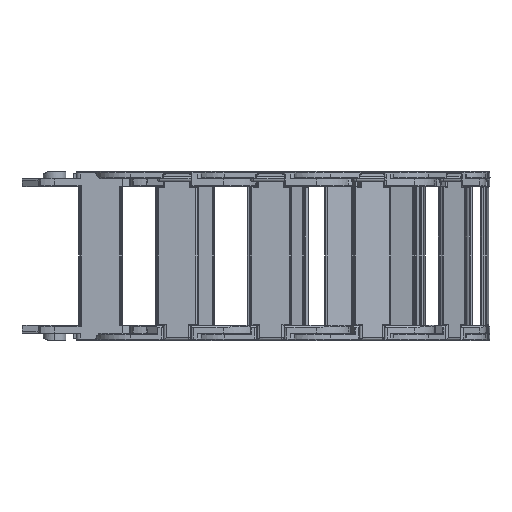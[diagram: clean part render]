
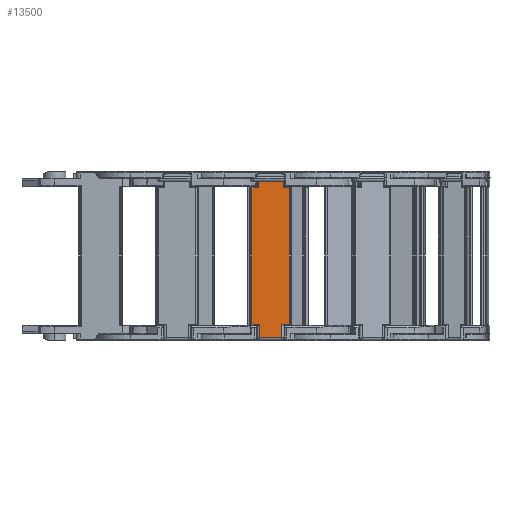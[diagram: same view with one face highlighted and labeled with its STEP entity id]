
A CAD part, front view. The second image highlights one B-rep face of the part: STEP entity #13500.
In plain terms, the highlighted face is planar.
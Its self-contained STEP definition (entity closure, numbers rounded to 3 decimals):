
#193 = VERTEX_POINT ( 'NONE', #1375 ) ;
#280 = EDGE_CURVE ( 'NONE', #12596, #3037, #2441, .T. ) ;
#303 = ORIENTED_EDGE ( 'NONE', *, *, #3306, .F. ) ;
#439 = CARTESIAN_POINT ( 'NONE',  ( 450.612, 93.451, 633.496 ) ) ;
#592 = ORIENTED_EDGE ( 'NONE', *, *, #11914, .F. ) ;
#707 = LINE ( 'NONE', #3097, #1365 ) ;
#761 = LINE ( 'NONE', #13794, #12307 ) ;
#1024 = LINE ( 'NONE', #14385, #15969 ) ;
#1055 = ORIENTED_EDGE ( 'NONE', *, *, #5435, .F. ) ;
#1365 = VECTOR ( 'NONE', #9056, 1000. ) ;
#1375 = CARTESIAN_POINT ( 'NONE',  ( 440.417, 93.451, 565.901 ) ) ;
#1435 = DIRECTION ( 'NONE',  ( 1., 0., 0. ) ) ;
#1455 = CARTESIAN_POINT ( 'NONE',  ( 440.922, 93.451, 627.596 ) ) ;
#1965 = ORIENTED_EDGE ( 'NONE', *, *, #6754, .F. ) ;
#2059 = LINE ( 'NONE', #4370, #16135 ) ;
#2383 = DIRECTION ( 'NONE',  ( 0., 0., 1. ) ) ;
#2441 = LINE ( 'NONE', #8620, #13120 ) ;
#2445 = CARTESIAN_POINT ( 'NONE',  ( 451.117, 93.451, 568.601 ) ) ;
#2453 = DIRECTION ( 'NONE',  ( 0., 0., -1. ) ) ;
#2604 = DIRECTION ( 'NONE',  ( 0., 0., -1. ) ) ;
#2691 = DIRECTION ( 'NONE',  ( 0., 0., 1. ) ) ;
#3037 = VERTEX_POINT ( 'NONE', #439 ) ;
#3097 = CARTESIAN_POINT ( 'NONE',  ( 425.879, 93.451, 568.601 ) ) ;
#3137 = VERTEX_POINT ( 'NONE', #8051 ) ;
#3306 = EDGE_CURVE ( 'NONE', #3037, #12819, #1024, .T. ) ;
#3727 = EDGE_CURVE ( 'NONE', #193, #7077, #7816, .T. ) ;
#3779 = CARTESIAN_POINT ( 'NONE',  ( 440.922, 93.451, 633.496 ) ) ;
#4272 = CARTESIAN_POINT ( 'NONE',  ( 437.679, 93.451, 591.869 ) ) ;
#4297 = DIRECTION ( 'NONE',  ( -1., 0., 0. ) ) ;
#4370 = CARTESIAN_POINT ( 'NONE',  ( 425.879, 93.451, 627.596 ) ) ;
#4375 = DIRECTION ( 'NONE',  ( 1., 0., 0. ) ) ;
#4703 = CARTESIAN_POINT ( 'NONE',  ( 425.879, 93.451, 627.596 ) ) ;
#4734 = ORIENTED_EDGE ( 'NONE', *, *, #5216, .F. ) ;
#5216 = EDGE_CURVE ( 'NONE', #12819, #3137, #2059, .T. ) ;
#5226 = CARTESIAN_POINT ( 'NONE',  ( 450.612, 93.451, 627.596 ) ) ;
#5279 = ORIENTED_EDGE ( 'NONE', *, *, #9447, .F. ) ;
#5435 = EDGE_CURVE ( 'NONE', #10357, #14370, #707, .T. ) ;
#5449 = LINE ( 'NONE', #9716, #17497 ) ;
#5458 = VERTEX_POINT ( 'NONE', #10343 ) ;
#5540 = CARTESIAN_POINT ( 'NONE',  ( 451.117, 93.451, 565.901 ) ) ;
#5671 = ORIENTED_EDGE ( 'NONE', *, *, #13524, .F. ) ;
#5673 = DIRECTION ( 'NONE',  ( 0., 0., -1. ) ) ;
#5885 = EDGE_CURVE ( 'NONE', #3137, #10357, #5449, .T. ) ;
#6101 = CARTESIAN_POINT ( 'NONE',  ( 425.879, 93.451, 591.869 ) ) ;
#6754 = EDGE_CURVE ( 'NONE', #17816, #5458, #18138, .T. ) ;
#6829 = CARTESIAN_POINT ( 'NONE',  ( 425.879, 93.451, 565.901 ) ) ;
#6834 = EDGE_LOOP ( 'NONE', ( #1965, #11906, #13454, #5671, #5279, #1055, #12483, #4734, #303, #14752, #592, #13286 ) ) ;
#7077 = VERTEX_POINT ( 'NONE', #16281 ) ;
#7481 = VECTOR ( 'NONE', #14437, 1000. ) ;
#7609 = EDGE_CURVE ( 'NONE', #5458, #16950, #9748, .T. ) ;
#7623 = DIRECTION ( 'NONE',  ( 1., 0., 0. ) ) ;
#7816 = LINE ( 'NONE', #11009, #11416 ) ;
#8051 = CARTESIAN_POINT ( 'NONE',  ( 453.855, 93.451, 627.596 ) ) ;
#8087 = CARTESIAN_POINT ( 'NONE',  ( 453.855, 93.451, 568.601 ) ) ;
#8620 = CARTESIAN_POINT ( 'NONE',  ( 425.879, 93.451, 633.496 ) ) ;
#9056 = DIRECTION ( 'NONE',  ( -1., 0., 0. ) ) ;
#9293 = VECTOR ( 'NONE', #9410, 1000. ) ;
#9410 = DIRECTION ( 'NONE',  ( -1., 0., 0. ) ) ;
#9447 = EDGE_CURVE ( 'NONE', #14370, #13715, #761, .T. ) ;
#9474 = FACE_OUTER_BOUND ( 'NONE', #6834, .T. ) ;
#9716 = CARTESIAN_POINT ( 'NONE',  ( 453.855, 93.451, 591.869 ) ) ;
#9748 = LINE ( 'NONE', #4703, #9966 ) ;
#9966 = VECTOR ( 'NONE', #7623, 1000. ) ;
#10343 = CARTESIAN_POINT ( 'NONE',  ( 437.679, 93.451, 627.596 ) ) ;
#10357 = VERTEX_POINT ( 'NONE', #8087 ) ;
#11009 = CARTESIAN_POINT ( 'NONE',  ( 440.417, 93.451, 591.851 ) ) ;
#11416 = VECTOR ( 'NONE', #13919, 1000. ) ;
#11484 = LINE ( 'NONE', #6829, #13783 ) ;
#11619 = EDGE_CURVE ( 'NONE', #7077, #17816, #16559, .T. ) ;
#11906 = ORIENTED_EDGE ( 'NONE', *, *, #11619, .F. ) ;
#11914 = EDGE_CURVE ( 'NONE', #16950, #12596, #14969, .T. ) ;
#12307 = VECTOR ( 'NONE', #2604, 1000. ) ;
#12483 = ORIENTED_EDGE ( 'NONE', *, *, #5885, .F. ) ;
#12596 = VERTEX_POINT ( 'NONE', #3779 ) ;
#12819 = VERTEX_POINT ( 'NONE', #5226 ) ;
#13120 = VECTOR ( 'NONE', #4375, 1000. ) ;
#13210 = AXIS2_PLACEMENT_3D ( 'NONE', #6101, #17443, #2383 ) ;
#13286 = ORIENTED_EDGE ( 'NONE', *, *, #7609, .F. ) ;
#13454 = ORIENTED_EDGE ( 'NONE', *, *, #3727, .F. ) ;
#13500 = ADVANCED_FACE ( 'NONE', ( #9474 ), #16888, .F. ) ;
#13524 = EDGE_CURVE ( 'NONE', #13715, #193, #11484, .T. ) ;
#13715 = VERTEX_POINT ( 'NONE', #5540 ) ;
#13783 = VECTOR ( 'NONE', #4297, 1000. ) ;
#13794 = CARTESIAN_POINT ( 'NONE',  ( 451.117, 93.451, 591.851 ) ) ;
#13919 = DIRECTION ( 'NONE',  ( 0., 0., 1. ) ) ;
#14190 = CARTESIAN_POINT ( 'NONE',  ( 437.679, 93.451, 568.601 ) ) ;
#14370 = VERTEX_POINT ( 'NONE', #2445 ) ;
#14385 = CARTESIAN_POINT ( 'NONE',  ( 450.612, 93.451, 604.346 ) ) ;
#14437 = DIRECTION ( 'NONE',  ( 0., 0., 1. ) ) ;
#14752 = ORIENTED_EDGE ( 'NONE', *, *, #280, .F. ) ;
#14969 = LINE ( 'NONE', #18638, #18358 ) ;
#15126 = CARTESIAN_POINT ( 'NONE',  ( 425.879, 93.451, 568.601 ) ) ;
#15969 = VECTOR ( 'NONE', #5673, 1000. ) ;
#16135 = VECTOR ( 'NONE', #1435, 1000. ) ;
#16281 = CARTESIAN_POINT ( 'NONE',  ( 440.417, 93.451, 568.601 ) ) ;
#16559 = LINE ( 'NONE', #15126, #9293 ) ;
#16888 = PLANE ( 'NONE',  #13210 ) ;
#16950 = VERTEX_POINT ( 'NONE', #1455 ) ;
#17443 = DIRECTION ( 'NONE',  ( 0., 1., 0. ) ) ;
#17497 = VECTOR ( 'NONE', #2453, 1000. ) ;
#17816 = VERTEX_POINT ( 'NONE', #14190 ) ;
#18138 = LINE ( 'NONE', #4272, #7481 ) ;
#18358 = VECTOR ( 'NONE', #2691, 1000. ) ;
#18638 = CARTESIAN_POINT ( 'NONE',  ( 440.922, 93.451, 604.346 ) ) ;
